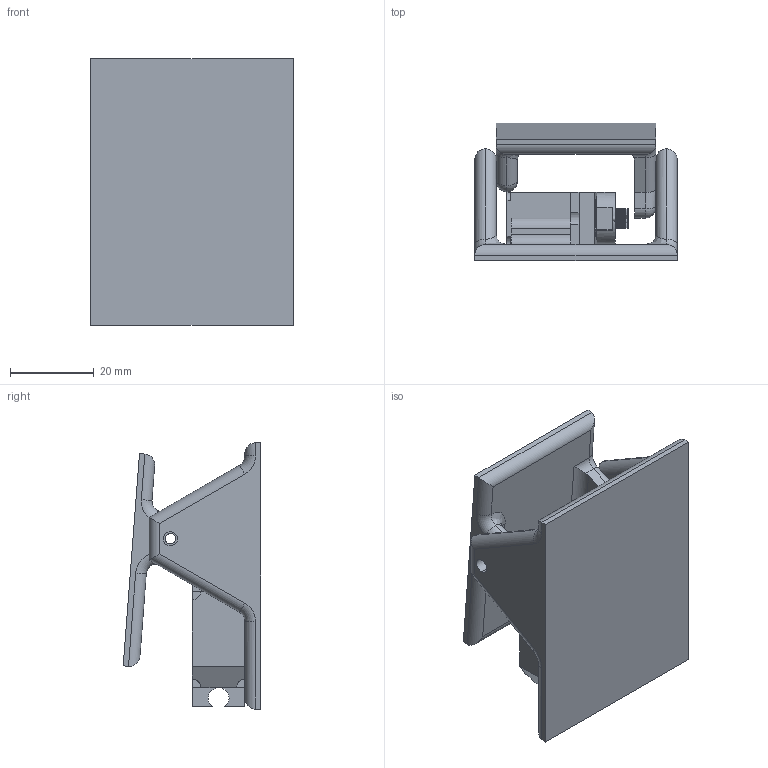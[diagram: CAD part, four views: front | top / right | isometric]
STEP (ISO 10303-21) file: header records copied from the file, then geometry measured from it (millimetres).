
FILE_DESCRIPTION (( 'STEP AP203' ), '1' );
FILE_NAME ('CameraMountSmallrev1.STEP', '2012-06-28T19:18:23', ( '' ), ( '' ), 'SwSTEP 2.0', 'SolidWorks 2012', '' );
FILE_SCHEMA (( 'CONFIG_CONTROL_DESIGN' ));
Length unit declared in the file: inch
Products named in the file (4): CameraMountSmallrev1; MiniServo; CameraMountA; CameraMountB
Assembly tree (3 placements, depth 2):
  CameraMountSmallrev1
    CameraMountB
    CameraMountA
    MiniServo
Bounding box: 48.26 x 32.84 x 63.5 mm (x, y, z)
Volume: 32073.5 mm3; surface area: 16758.7 mm2
Topology: 3 solids, 3 shells, 451 faces, 1215 edges, 783 vertices
Faces by surface type: cylinder 218, plane 141, bspline 76, torus 8, sphere 8
Entity records: 17891 total; most frequent: CARTESIAN_POINT 6428, ORIENTED_EDGE 2414, DIRECTION 2200, EDGE_CURVE 1207, AXIS2_PLACEMENT_3D 790, VERTEX_POINT 783, LINE 620, VECTOR 620
